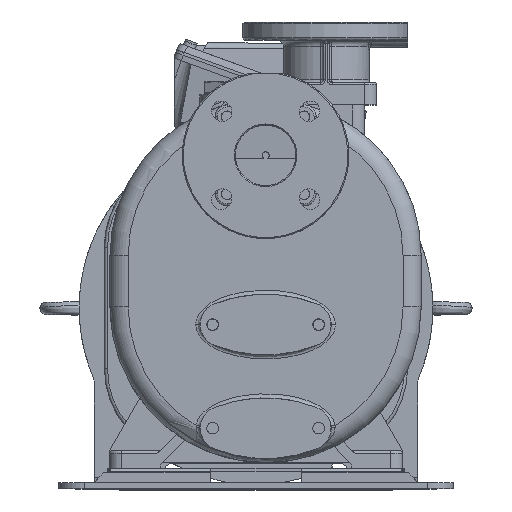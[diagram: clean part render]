
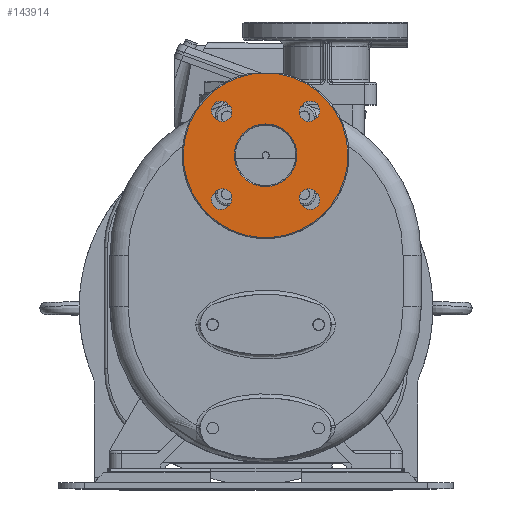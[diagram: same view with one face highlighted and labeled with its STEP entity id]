
A CAD part, top view. The second image highlights one B-rep face of the part: STEP entity #143914.
In plain terms, the highlighted planar face has unit normal (0, 0, 1).
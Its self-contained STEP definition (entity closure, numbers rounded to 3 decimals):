
#47798=CARTESIAN_POINT('',(9.5,310.,134.));
#47799=DIRECTION('',(0.,0.,1.));
#47800=DIRECTION('',(-0.156,0.988,0.));
#47801=AXIS2_PLACEMENT_3D('',#47798,#47799,#47800);
#47824=DIRECTION('',(1.,0.,0.));
#47825=VECTOR('',#47824,25.456);
#47826=CARTESIAN_POINT('',(-3.228,390.5,134.));
#47827=LINE('',#47826,#47825);
#47828=CARTESIAN_POINT('',(9.5,310.,134.));
#47829=DIRECTION('',(0.,0.,1.));
#47830=DIRECTION('',(0.,1.,0.));
#47831=AXIS2_PLACEMENT_3D('',#47828,#47829,#47830);
#47833=CARTESIAN_POINT('',(9.5,310.,134.));
#47834=DIRECTION('',(0.,0.,1.));
#47835=DIRECTION('',(0.,-1.,0.));
#47836=AXIS2_PLACEMENT_3D('',#47833,#47834,#47835);
#47838=DIRECTION('',(0.707,0.707,0.));
#47839=VECTOR('',#47838,2.);
#47840=CARTESIAN_POINT('',(58.997,346.062,134.));
#47841=LINE('',#47840,#47839);
#47842=CARTESIAN_POINT('',(53.694,354.194,134.));
#47843=DIRECTION('',(0.,0.,1.));
#47844=DIRECTION('',(0.707,-0.707,0.));
#47845=AXIS2_PLACEMENT_3D('',#47842,#47843,#47844);
#47847=DIRECTION('',(-0.707,-0.707,0.));
#47848=VECTOR('',#47847,2.);
#47849=CARTESIAN_POINT('',(46.977,360.912,134.));
#47850=LINE('',#47849,#47848);
#47851=CARTESIAN_POINT('',(52.28,352.78,134.));
#47852=DIRECTION('',(0.,0.,1.));
#47853=DIRECTION('',(-0.707,0.707,0.));
#47854=AXIS2_PLACEMENT_3D('',#47851,#47852,#47853);
#47856=DIRECTION('',(-0.707,0.707,0.));
#47857=VECTOR('',#47856,2.);
#47858=CARTESIAN_POINT('',(-26.562,359.497,134.));
#47859=LINE('',#47858,#47857);
#47860=CARTESIAN_POINT('',(-34.694,354.194,134.));
#47861=DIRECTION('',(0.,0.,1.));
#47862=DIRECTION('',(0.707,0.707,0.));
#47863=AXIS2_PLACEMENT_3D('',#47860,#47861,#47862);
#47865=DIRECTION('',(0.707,-0.707,0.));
#47866=VECTOR('',#47865,2.);
#47867=CARTESIAN_POINT('',(-41.412,347.477,134.));
#47868=LINE('',#47867,#47866);
#47869=CARTESIAN_POINT('',(-33.28,352.78,134.));
#47870=DIRECTION('',(0.,0.,1.));
#47871=DIRECTION('',(-0.707,-0.707,0.));
#47872=AXIS2_PLACEMENT_3D('',#47869,#47870,#47871);
#47874=DIRECTION('',(-0.707,-0.707,0.));
#47875=VECTOR('',#47874,2.);
#47876=CARTESIAN_POINT('',(-39.997,273.938,134.));
#47877=LINE('',#47876,#47875);
#47878=CARTESIAN_POINT('',(-34.694,265.806,134.));
#47879=DIRECTION('',(0.,0.,1.));
#47880=DIRECTION('',(-0.707,0.707,0.));
#47881=AXIS2_PLACEMENT_3D('',#47878,#47879,#47880);
#47883=DIRECTION('',(0.707,0.707,0.));
#47884=VECTOR('',#47883,2.);
#47885=CARTESIAN_POINT('',(-27.977,259.088,134.));
#47886=LINE('',#47885,#47884);
#47887=CARTESIAN_POINT('',(-33.28,267.22,134.));
#47888=DIRECTION('',(0.,0.,1.));
#47889=DIRECTION('',(0.707,-0.707,0.));
#47890=AXIS2_PLACEMENT_3D('',#47887,#47888,#47889);
#47892=DIRECTION('',(0.707,-0.707,0.));
#47893=VECTOR('',#47892,2.);
#47894=CARTESIAN_POINT('',(45.562,260.503,134.));
#47895=LINE('',#47894,#47893);
#47896=CARTESIAN_POINT('',(53.694,265.806,134.));
#47897=DIRECTION('',(0.,0.,1.));
#47898=DIRECTION('',(-0.707,-0.707,0.));
#47899=AXIS2_PLACEMENT_3D('',#47896,#47897,#47898);
#47901=DIRECTION('',(-0.707,0.707,0.));
#47902=VECTOR('',#47901,2.);
#47903=CARTESIAN_POINT('',(60.412,272.523,134.));
#47904=LINE('',#47903,#47902);
#47905=CARTESIAN_POINT('',(52.28,267.22,134.));
#47906=DIRECTION('',(0.,0.,1.));
#47907=DIRECTION('',(0.707,0.707,0.));
#47908=AXIS2_PLACEMENT_3D('',#47905,#47906,#47907);
#69088=CARTESIAN_POINT('',(58.997,346.062,134.));
#69089=CARTESIAN_POINT('',(60.412,347.477,134.));
#69090=VERTEX_POINT('',#69088);
#69091=VERTEX_POINT('',#69089);
#69092=CARTESIAN_POINT('',(46.977,360.912,134.));
#69093=VERTEX_POINT('',#69092);
#69094=CARTESIAN_POINT('',(45.562,359.497,134.));
#69095=VERTEX_POINT('',#69094);
#69104=CARTESIAN_POINT('',(-26.562,359.497,134.));
#69105=CARTESIAN_POINT('',(-27.977,360.912,134.));
#69106=VERTEX_POINT('',#69104);
#69107=VERTEX_POINT('',#69105);
#69108=CARTESIAN_POINT('',(-41.412,347.477,134.));
#69109=VERTEX_POINT('',#69108);
#69110=CARTESIAN_POINT('',(-39.997,346.062,134.));
#69111=VERTEX_POINT('',#69110);
#69120=CARTESIAN_POINT('',(-39.997,273.938,134.));
#69121=CARTESIAN_POINT('',(-41.412,272.523,134.));
#69122=VERTEX_POINT('',#69120);
#69123=VERTEX_POINT('',#69121);
#69124=CARTESIAN_POINT('',(-27.977,259.088,134.));
#69125=VERTEX_POINT('',#69124);
#69126=CARTESIAN_POINT('',(-26.562,260.503,134.));
#69127=VERTEX_POINT('',#69126);
#69136=CARTESIAN_POINT('',(45.562,260.503,134.));
#69137=CARTESIAN_POINT('',(46.977,259.088,134.));
#69138=VERTEX_POINT('',#69136);
#69139=VERTEX_POINT('',#69137);
#69140=CARTESIAN_POINT('',(60.412,272.523,134.));
#69141=VERTEX_POINT('',#69140);
#69142=CARTESIAN_POINT('',(58.997,273.938,134.));
#69143=VERTEX_POINT('',#69142);
#69152=CARTESIAN_POINT('',(-3.228,390.5,134.));
#69153=CARTESIAN_POINT('',(22.228,390.5,134.));
#69154=VERTEX_POINT('',#69152);
#69155=VERTEX_POINT('',#69153);
#69342=CARTESIAN_POINT('',(9.5,341.,134.));
#69343=CARTESIAN_POINT('',(9.5,279.,134.));
#69344=VERTEX_POINT('',#69342);
#69345=VERTEX_POINT('',#69343);
#143859=CARTESIAN_POINT('',(9.5,310.,134.));
#143860=DIRECTION('',(0.,0.,1.));
#143861=DIRECTION('',(0.,-1.,0.));
#143862=AXIS2_PLACEMENT_3D('',#143859,#143860,#143861);
#143863=PLANE('',#143862);
#143864=ORIENTED_EDGE('',*,*,#143834,.T.);
#143865=ORIENTED_EDGE('',*,*,#143850,.F.);
#143866=EDGE_LOOP('',(#143864,#143865));
#143867=FACE_OUTER_BOUND('',#143866,.F.);
#143869=ORIENTED_EDGE('',*,*,#143868,.T.);
#143871=ORIENTED_EDGE('',*,*,#143870,.T.);
#143872=EDGE_LOOP('',(#143869,#143871));
#143873=FACE_BOUND('',#143872,.F.);
#143875=ORIENTED_EDGE('',*,*,#143874,.T.);
#143877=ORIENTED_EDGE('',*,*,#143876,.T.);
#143879=ORIENTED_EDGE('',*,*,#143878,.T.);
#143881=ORIENTED_EDGE('',*,*,#143880,.T.);
#143882=EDGE_LOOP('',(#143875,#143877,#143879,#143881));
#143883=FACE_BOUND('',#143882,.F.);
#143885=ORIENTED_EDGE('',*,*,#143884,.T.);
#143887=ORIENTED_EDGE('',*,*,#143886,.T.);
#143889=ORIENTED_EDGE('',*,*,#143888,.T.);
#143891=ORIENTED_EDGE('',*,*,#143890,.T.);
#143892=EDGE_LOOP('',(#143885,#143887,#143889,#143891));
#143893=FACE_BOUND('',#143892,.F.);
#143895=ORIENTED_EDGE('',*,*,#143894,.T.);
#143897=ORIENTED_EDGE('',*,*,#143896,.T.);
#143899=ORIENTED_EDGE('',*,*,#143898,.T.);
#143901=ORIENTED_EDGE('',*,*,#143900,.T.);
#143902=EDGE_LOOP('',(#143895,#143897,#143899,#143901));
#143903=FACE_BOUND('',#143902,.F.);
#143905=ORIENTED_EDGE('',*,*,#143904,.T.);
#143907=ORIENTED_EDGE('',*,*,#143906,.T.);
#143909=ORIENTED_EDGE('',*,*,#143908,.T.);
#143911=ORIENTED_EDGE('',*,*,#143910,.T.);
#143912=EDGE_LOOP('',(#143905,#143907,#143909,#143911));
#143913=FACE_BOUND('',#143912,.F.);
#143914=ADVANCED_FACE('',(#143867,#143873,#143883,#143893,#143903,#143913),
#143863,.T.);
#47802=CIRCLE('',#47801,81.5);
#47832=CIRCLE('',#47831,31.);
#47837=CIRCLE('',#47836,31.);
#47846=CIRCLE('',#47845,9.5);
#47855=CIRCLE('',#47854,9.5);
#47864=CIRCLE('',#47863,9.5);
#47873=CIRCLE('',#47872,9.5);
#47882=CIRCLE('',#47881,9.5);
#47891=CIRCLE('',#47890,9.5);
#47900=CIRCLE('',#47899,9.5);
#47909=CIRCLE('',#47908,9.5);
#143834=EDGE_CURVE('',#69154,#69155,#47827,.T.);
#143850=EDGE_CURVE('',#69154,#69155,#47802,.T.);
#143868=EDGE_CURVE('',#69344,#69345,#47832,.T.);
#143870=EDGE_CURVE('',#69345,#69344,#47837,.T.);
#143874=EDGE_CURVE('',#69090,#69091,#47841,.T.);
#143876=EDGE_CURVE('',#69091,#69093,#47846,.T.);
#143878=EDGE_CURVE('',#69093,#69095,#47850,.T.);
#143880=EDGE_CURVE('',#69095,#69090,#47855,.T.);
#143884=EDGE_CURVE('',#69106,#69107,#47859,.T.);
#143886=EDGE_CURVE('',#69107,#69109,#47864,.T.);
#143888=EDGE_CURVE('',#69109,#69111,#47868,.T.);
#143890=EDGE_CURVE('',#69111,#69106,#47873,.T.);
#143894=EDGE_CURVE('',#69122,#69123,#47877,.T.);
#143896=EDGE_CURVE('',#69123,#69125,#47882,.T.);
#143898=EDGE_CURVE('',#69125,#69127,#47886,.T.);
#143900=EDGE_CURVE('',#69127,#69122,#47891,.T.);
#143904=EDGE_CURVE('',#69138,#69139,#47895,.T.);
#143906=EDGE_CURVE('',#69139,#69141,#47900,.T.);
#143908=EDGE_CURVE('',#69141,#69143,#47904,.T.);
#143910=EDGE_CURVE('',#69143,#69138,#47909,.T.);
